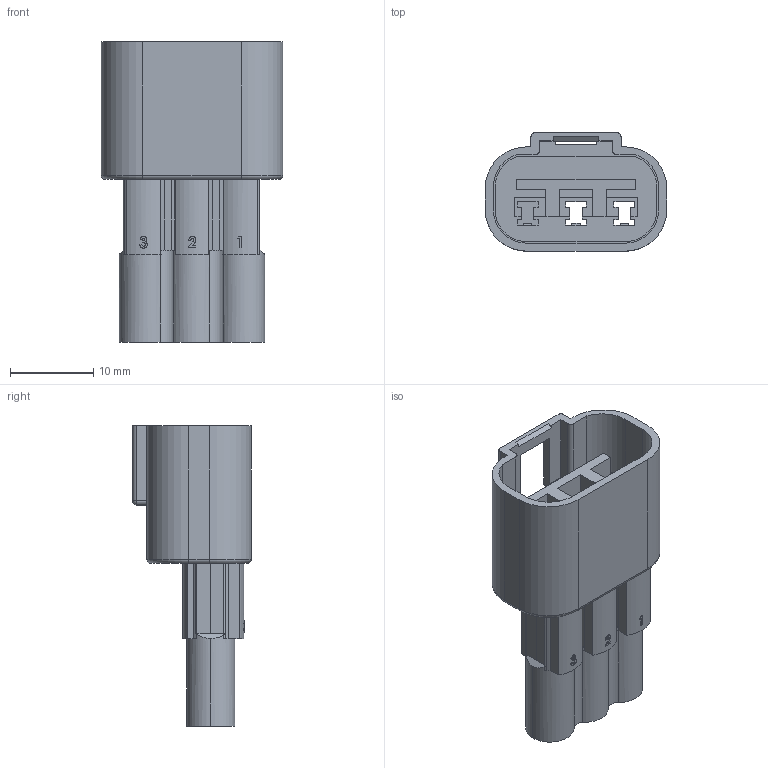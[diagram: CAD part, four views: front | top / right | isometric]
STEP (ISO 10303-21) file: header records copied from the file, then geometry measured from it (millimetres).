
FILE_DESCRIPTION (( 'STEP AP214' ), '1' );
FILE_NAME ('570-003-000-100.STEP', '2020-07-30T14:42:18', ( '' ), ( '' ), 'SwSTEP 2.0', 'SolidWorks 2020', '' );
FILE_SCHEMA (( 'AUTOMOTIVE_DESIGN' ));
Length unit declared in the file: millimetre
Products named in the file (1): 570-003-000-100
Bounding box: 21.8 x 14.2 x 36 mm (x, y, z)
Volume: 2665.9 mm3; surface area: 6371.4 mm2
Topology: 14 solids, 14 shells, 335 faces, 904 edges, 596 vertices
Faces by surface type: plane 237, cylinder 73, bspline 19, torus 4, sphere 2
Entity records: 11494 total; most frequent: CARTESIAN_POINT 2859, ORIENTED_EDGE 1804, DIRECTION 1679, EDGE_CURVE 902, VECTOR 665, LINE 665, VERTEX_POINT 596, AXIS2_PLACEMENT_3D 507
